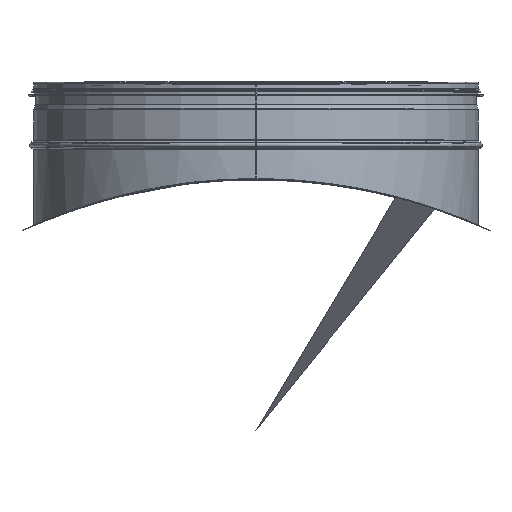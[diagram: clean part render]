
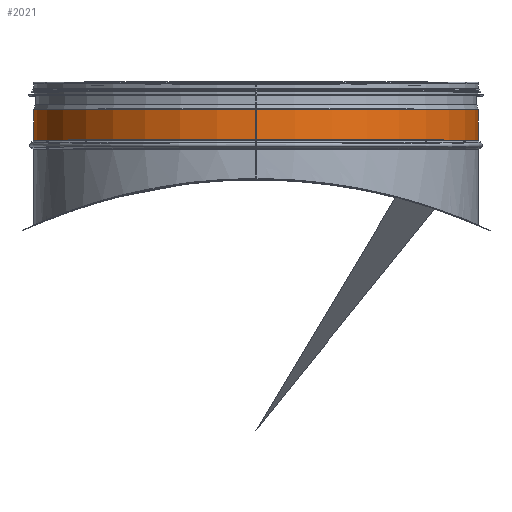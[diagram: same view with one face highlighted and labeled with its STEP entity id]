
A CAD part, top view. The second image highlights one B-rep face of the part: STEP entity #2021.
In plain terms, the highlighted cylindrical face has radius 249.375 mm (diameter 498.75 mm), a full revolution.
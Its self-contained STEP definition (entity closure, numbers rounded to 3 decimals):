
#1216=CARTESIAN_POINT('',(249.375,31.0,0.004));
#1217=VERTEX_POINT('',#1216);
#1248=CARTESIAN_POINT('',(249.375,65.0,0.004));
#1249=VERTEX_POINT('',#1248);
#1256=CARTESIAN_POINT('',(249.375,31.0,0.004));
#1257=DIRECTION('',(0.0,1.0,0.0));
#1258=VECTOR('',#1257,34.0);
#1259=LINE('',#1256,#1258);
#1260=EDGE_CURVE('',#1217,#1249,#1259,.T.);
#1567=CARTESIAN_POINT('',(249.375,65.0,0.0));
#1568=VERTEX_POINT('',#1567);
#1599=CARTESIAN_POINT('',(249.375,31.0,0.0));
#1600=VERTEX_POINT('',#1599);
#1607=CARTESIAN_POINT('',(249.375,31.0,0.0));
#1608=DIRECTION('',(0.0,1.0,0.0));
#1609=VECTOR('',#1608,34.0);
#1610=LINE('',#1607,#1609);
#1611=EDGE_CURVE('',#1600,#1568,#1610,.T.);
#1992=CARTESIAN_POINT('',(0.,31.,0.0));
#1993=DIRECTION('',(0.0,1.0,0.0));
#1994=DIRECTION('',(1.0,0.0,0.0));
#1995=AXIS2_PLACEMENT_3D('',#1992,#1993,#1994);
#1996=CIRCLE('',#1995,249.375);
#1997=EDGE_CURVE('',#1600,#1217,#1996,.T.);
#2004=CARTESIAN_POINT('',(0.,361.248,0.0));
#2005=DIRECTION('',(0.,1.0,0.0));
#2006=DIRECTION('',(1.0,0.0,0.0));
#2007=AXIS2_PLACEMENT_3D('',#2004,#2005,#2006);
#2008=CYLINDRICAL_SURFACE('',#2007,249.375);
#2009=ORIENTED_EDGE('',*,*,#1260,.T.);
#2010=CARTESIAN_POINT('',(0.,65.,0.0));
#2011=DIRECTION('',(0.0,1.0,0.0));
#2012=DIRECTION('',(1.0,0.0,0.0));
#2013=AXIS2_PLACEMENT_3D('',#2010,#2011,#2012);
#2014=CIRCLE('',#2013,249.375);
#2015=EDGE_CURVE('',#1568,#1249,#2014,.T.);
#2016=ORIENTED_EDGE('',*,*,#2015,.F.);
#2017=ORIENTED_EDGE('',*,*,#1611,.F.);
#2018=ORIENTED_EDGE('',*,*,#1997,.T.);
#2019=EDGE_LOOP('',(#2009,#2016,#2017,#2018));
#2020=FACE_OUTER_BOUND('',#2019,.T.);
#2021=ADVANCED_FACE('',(#2020),#2008,.T.);
